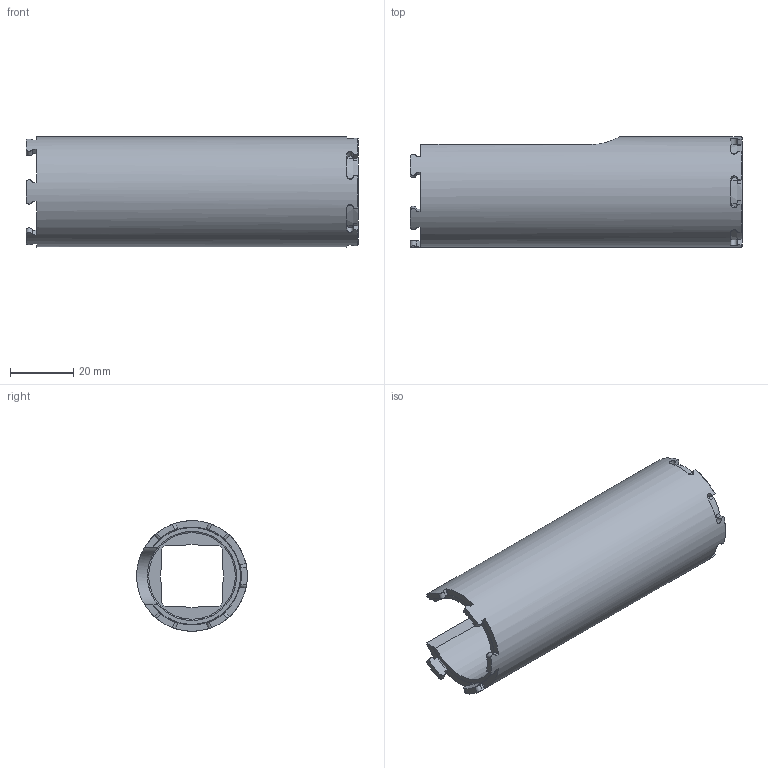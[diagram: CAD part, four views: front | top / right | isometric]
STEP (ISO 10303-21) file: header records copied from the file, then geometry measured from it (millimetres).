
FILE_DESCRIPTION( ( 'Unknown' ), '1' );
FILE_NAME( '715925000-B.stp', 'Unknown', ( 'Unknown' ), ( 'Unknown' ), 'PSStep 15.0.49', 'Unknown', ' ' );
FILE_SCHEMA( ( 'AUTOMOTIVE_DESIGN { 1 0 10303 214 1 1 1 1 }' ) );
Length unit declared in the file: millimetre
Products named in the file (1): 1
Bounding box: 105 x 35 x 34.97 mm (x, y, z)
Volume: 36041.4 mm3; surface area: 19516.3 mm2
Topology: 1 solids, 1 shells, 160 faces, 449 edges, 291 vertices
Faces by surface type: plane 92, cylinder 52, torus 10, cone 6
Full cylindrical faces by diameter (mm): 28.2 x1, 35 x1
Entity records: 7338 total; most frequent: CARTESIAN_POINT 1989, ORIENTED_EDGE 886, DIRECTION 812, EDGE_CURVE 443, VERTEX_POINT 289, AXIS2_PLACEMENT_3D 288, LINE 236, VECTOR 236
